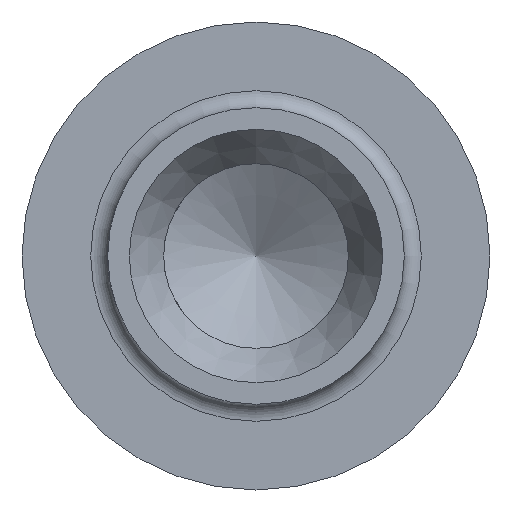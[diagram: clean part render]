
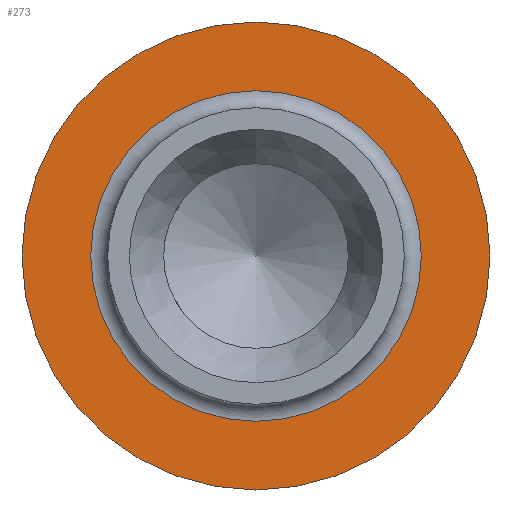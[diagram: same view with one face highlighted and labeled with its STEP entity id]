
A CAD part, front view. The second image highlights one B-rep face of the part: STEP entity #273.
In plain terms, the highlighted planar face has unit normal (0, -1, 0).
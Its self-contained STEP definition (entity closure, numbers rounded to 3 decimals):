
#135=PLANE('',#1306);
#273=ADVANCED_FACE('',(#394,#395),#135,.T.);
#394=FACE_BOUND('',#479,.T.);
#395=FACE_BOUND('',#480,.T.);
#479=EDGE_LOOP('',(#791));
#480=EDGE_LOOP('',(#792));
#791=ORIENTED_EDGE('',*,*,#1098,.T.);
#792=ORIENTED_EDGE('',*,*,#1097,.F.);
#936=VERTEX_POINT('',#2423);
#937=VERTEX_POINT('',#2426);
#1097=EDGE_CURVE('',#936,#936,#1176,.T.);
#1098=EDGE_CURVE('',#937,#937,#1177,.T.);
#1176=CIRCLE('',#1303,2.8);
#1177=CIRCLE('',#1305,1.978);
#1303=AXIS2_PLACEMENT_3D('',#2422,#1588,#1589);
#1305=AXIS2_PLACEMENT_3D('',#2425,#1592,#1593);
#1306=AXIS2_PLACEMENT_3D('',#2427,#1594,#1595);
#1588=DIRECTION('',(0.,1.,0.));
#1589=DIRECTION('',(0.,0.,-1.));
#1592=DIRECTION('',(0.,1.,0.));
#1593=DIRECTION('',(0.,0.,-1.));
#1594=DIRECTION('',(0.,-1.,0.));
#1595=DIRECTION('',(-1.,0.,0.));
#2422=CARTESIAN_POINT('',(8.805,-52.854,0.));
#2423=CARTESIAN_POINT('',(8.805,-52.854,-2.8));
#2425=CARTESIAN_POINT('',(8.805,-52.854,0.));
#2426=CARTESIAN_POINT('',(8.805,-52.854,-1.978));
#2427=CARTESIAN_POINT('',(11.885,-52.854,3.08));
